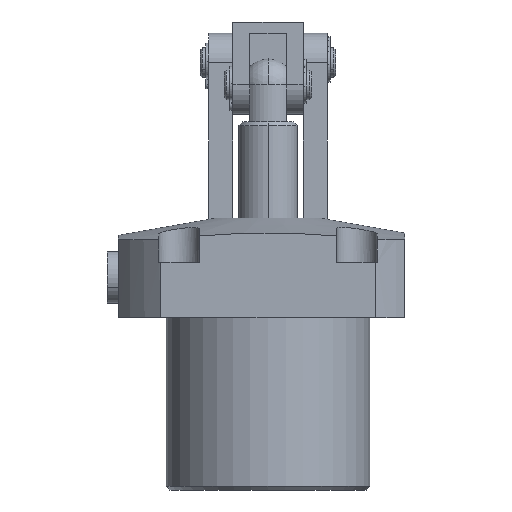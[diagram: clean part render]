
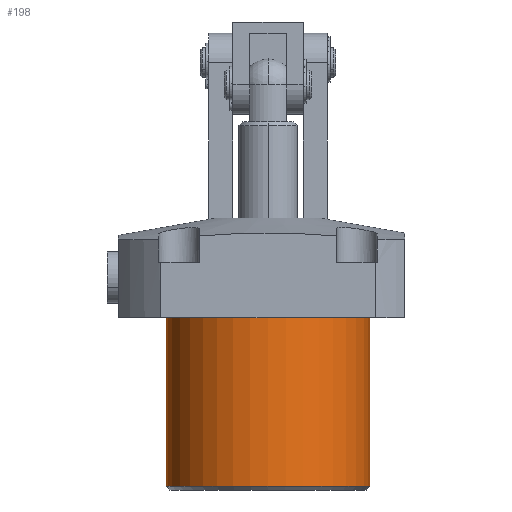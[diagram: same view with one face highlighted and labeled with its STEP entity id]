
A CAD part, front view. The second image highlights one B-rep face of the part: STEP entity #198.
In plain terms, the highlighted cylindrical face has radius 27.5 mm (diameter 55 mm), a partial arc.
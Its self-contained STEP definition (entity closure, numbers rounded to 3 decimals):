
#106 = CARTESIAN_POINT ( 'NONE',  ( 0., 0., -46.5 ) ) ;
#108 = DIRECTION ( 'NONE',  ( 0., 0., 1. ) ) ;
#115 = DIRECTION ( 'NONE',  ( 1., 0., 0. ) ) ;
#198 = ADVANCED_FACE ( 'NONE', ( #1063 ), #1067, .T. ) ;
#908 = CIRCLE ( 'NONE', #3132, 27.5 ) ;
#1063 = FACE_OUTER_BOUND ( 'NONE', #4318, .T. ) ;
#1067 = CYLINDRICAL_SURFACE ( 'NONE', #4889, 27.5 ) ;
#1812 = CARTESIAN_POINT ( 'NONE',  ( -27.5, 0., -45.5 ) ) ;
#1898 = CARTESIAN_POINT ( 'NONE',  ( 27.5, 0., -45.5 ) ) ;
#1908 = CARTESIAN_POINT ( 'NONE',  ( -27.5, 0., 0. ) ) ;
#3114 = AXIS2_PLACEMENT_3D ( 'NONE', #10311, #10310, #10306 ) ;
#3132 = AXIS2_PLACEMENT_3D ( 'NONE', #4069, #4068, #4067 ) ;
#4067 = DIRECTION ( 'NONE',  ( 1., 0., 0. ) ) ;
#4068 = DIRECTION ( 'NONE',  ( 0., 0., -1. ) ) ;
#4069 = CARTESIAN_POINT ( 'NONE',  ( 0., 0., 0. ) ) ;
#4318 = EDGE_LOOP ( 'NONE', ( #7459, #7444, #7445, #7446 ) ) ;
#4475 = DIRECTION ( 'NONE',  ( 0., 0., 1. ) ) ;
#4481 = CARTESIAN_POINT ( 'NONE',  ( -27.5, 0., -46.5 ) ) ;
#4889 = AXIS2_PLACEMENT_3D ( 'NONE', #106, #108, #115 ) ;
#4971 = EDGE_CURVE ( 'NONE', #7280, #7283, #908, .T. ) ;
#5039 = EDGE_CURVE ( 'NONE', #8207, #8270, #5674, .T. ) ;
#5225 = EDGE_CURVE ( 'NONE', #8270, #7280, #6142, .T. ) ;
#5290 = EDGE_CURVE ( 'NONE', #8207, #7283, #6263, .T. ) ;
#5674 = CIRCLE ( 'NONE', #3114, 27.5 ) ;
#6142 = LINE ( 'NONE', #6590, #6147 ) ;
#6147 = VECTOR ( 'NONE', #6589, 1000. ) ;
#6263 = LINE ( 'NONE', #4481, #6267 ) ;
#6267 = VECTOR ( 'NONE', #4475, 1000. ) ;
#6589 = DIRECTION ( 'NONE',  ( 0., 0., 1. ) ) ;
#6590 = CARTESIAN_POINT ( 'NONE',  ( 27.5, 0., -46.5 ) ) ;
#6936 = CARTESIAN_POINT ( 'NONE',  ( 27.5, 0., 0. ) ) ;
#7280 = VERTEX_POINT ( 'NONE', #6936 ) ;
#7283 = VERTEX_POINT ( 'NONE', #1908 ) ;
#7444 = ORIENTED_EDGE ( 'NONE', *, *, #5039, .T. ) ;
#7445 = ORIENTED_EDGE ( 'NONE', *, *, #5225, .T. ) ;
#7446 = ORIENTED_EDGE ( 'NONE', *, *, #4971, .T. ) ;
#7459 = ORIENTED_EDGE ( 'NONE', *, *, #5290, .F. ) ;
#8207 = VERTEX_POINT ( 'NONE', #1812 ) ;
#8270 = VERTEX_POINT ( 'NONE', #1898 ) ;
#10306 = DIRECTION ( 'NONE',  ( -1., 0., 0. ) ) ;
#10310 = DIRECTION ( 'NONE',  ( 0., 0., 1. ) ) ;
#10311 = CARTESIAN_POINT ( 'NONE',  ( 0., 0., -45.5 ) ) ;
